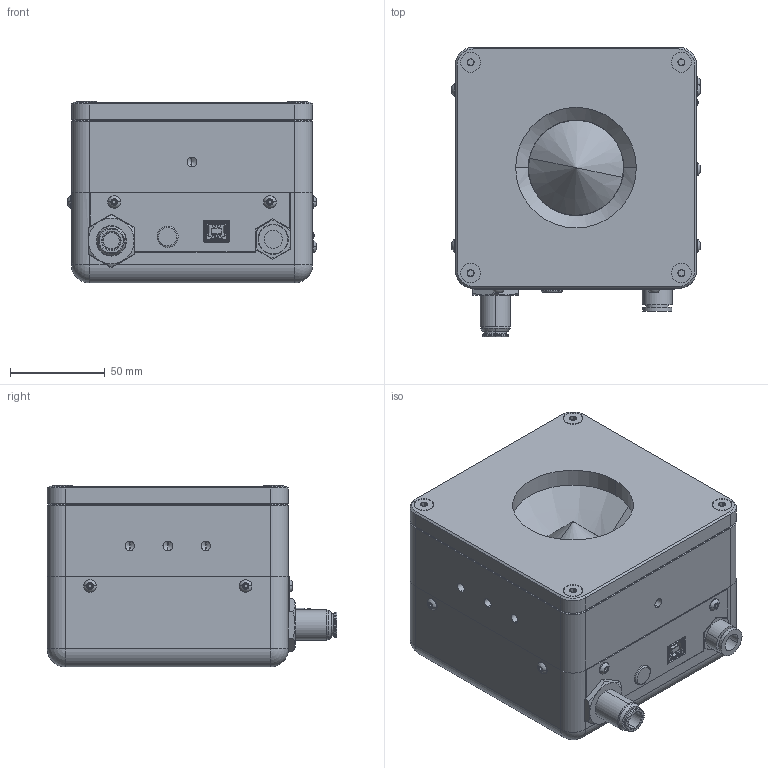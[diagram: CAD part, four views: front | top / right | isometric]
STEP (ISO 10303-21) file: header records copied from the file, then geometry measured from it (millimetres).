
FILE_DESCRIPTION (( 'STEP AP214' ), '1' );
FILE_NAME ('SK-10131 HP60A-10KW-GD.STEP', '2020-09-21T19:19:01', ( '' ), ( '' ), 'SwSTEP 2.0', 'SolidWorks 2020', '' );
FILE_SCHEMA (( 'AUTOMOTIVE_DESIGN' ));
Length unit declared in the file: millimetre
Products named in the file (1): SK-10131 HP60A-10KW-GD
Bounding box: 130.71 x 152.48 x 95.77 mm (x, y, z)
Surface area: 220528.3 mm2 (no closed solid volume)
Topology: 0 solids, 28 shells, 2174 faces, 5735 edges, 3577 vertices
Faces by surface type: plane 1197, cylinder 561, cone 264, bspline 114, sphere 26, torus 12
Entity records: 97563 total; most frequent: CARTESIAN_POINT 20138, ORIENTED_EDGE 11272, DIRECTION 10680, EDGE_CURVE 5689, VECTOR 3966, LINE 3966, VERTEX_POINT 3577, AXIS2_PLACEMENT_3D 3357
